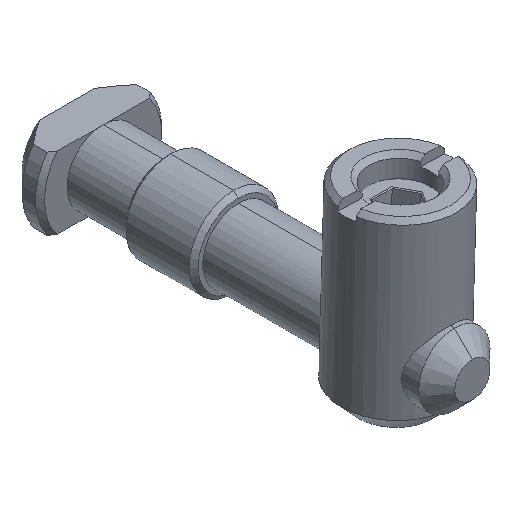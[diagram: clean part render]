
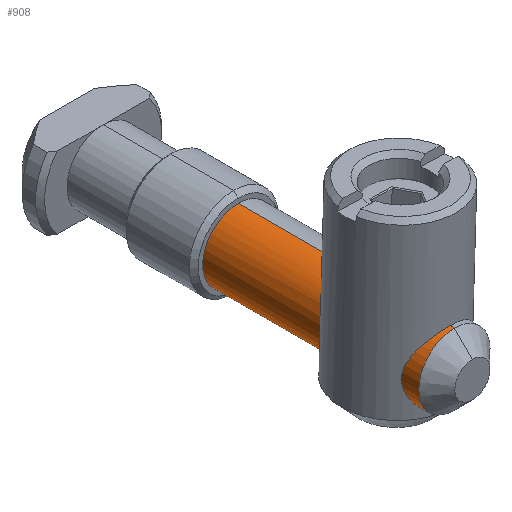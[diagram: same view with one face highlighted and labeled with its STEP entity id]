
A CAD part, isometric view. The second image highlights one B-rep face of the part: STEP entity #908.
In plain terms, the highlighted cylindrical face has radius 3.95 mm (diameter 7.9 mm), a partial arc.
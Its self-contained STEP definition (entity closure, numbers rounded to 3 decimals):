
#1 = CARTESIAN_POINT ( 'NONE',  ( -9.596, 8.131, 17.94 ) ) ;
#31 = CARTESIAN_POINT ( 'NONE',  ( -11.587, 5.583, 16.741 ) ) ;
#35 = CIRCLE ( 'NONE', #118, 3.95 ) ;
#74 = CARTESIAN_POINT ( 'NONE',  ( -10.895, -0.217, 17.353 ) ) ;
#99 = CARTESIAN_POINT ( 'NONE',  ( -11.572, 1.208, 16.753 ) ) ;
#118 = AXIS2_PLACEMENT_3D ( 'NONE', #2707, #2483, #1444 ) ;
#223 = CARTESIAN_POINT ( 'NONE',  ( -9.336, 8.232, 17.996 ) ) ;
#238 = DIRECTION ( 'NONE',  ( 0., 1., 0. ) ) ;
#264 = CARTESIAN_POINT ( 'NONE',  ( -8.639, 18.59, 10.156 ) ) ;
#266 = CIRCLE ( 'NONE', #537, 3.95 ) ;
#270 = ORIENTED_EDGE ( 'NONE', *, *, #1973, .T. ) ;
#300 = DIRECTION ( 'NONE',  ( 0., 0., 1. ) ) ;
#301 = CARTESIAN_POINT ( 'NONE',  ( -11.871, 2.821, 16.376 ) ) ;
#305 = ORIENTED_EDGE ( 'NONE', *, *, #323, .T. ) ;
#315 = CARTESIAN_POINT ( 'NONE',  ( -9.954, -1.152, 17.832 ) ) ;
#323 = EDGE_CURVE ( 'NONE', #1018, #2104, #1916, .T. ) ;
#416 = ORIENTED_EDGE ( 'NONE', *, *, #569, .T. ) ;
#423 = CARTESIAN_POINT ( 'NONE',  ( -8.639, -5.41, 18.056 ) ) ;
#455 = CARTESIAN_POINT ( 'NONE',  ( -11.038, 6.774, 17.247 ) ) ;
#467 = CARTESIAN_POINT ( 'NONE',  ( -10.569, 7.409, 17.557 ) ) ;
#473 = VERTEX_POINT ( 'NONE', #1701 ) ;
#523 = EDGE_CURVE ( 'NONE', #917, #1202, #266, .T. ) ;
#537 = AXIS2_PLACEMENT_3D ( 'NONE', #924, #2598, #300 ) ;
#562 = VECTOR ( 'NONE', #2586, 1000. ) ;
#569 = EDGE_CURVE ( 'NONE', #1202, #1101, #2693, .T. ) ;
#582 = VECTOR ( 'NONE', #1649, 1000. ) ;
#660 = CARTESIAN_POINT ( 'NONE',  ( -11.871, 3.955, 16.376 ) ) ;
#704 = CARTESIAN_POINT ( 'NONE',  ( -8.923, -1.546, 18.048 ) ) ;
#730 = CARTESIAN_POINT ( 'NONE',  ( -9.595, -1.351, 17.94 ) ) ;
#791 = DIRECTION ( 'NONE',  ( 0., 1., 0. ) ) ;
#797 = ORIENTED_EDGE ( 'NONE', *, *, #2279, .T. ) ;
#809 = CARTESIAN_POINT ( 'NONE',  ( -8.639, 37.59, 18.056 ) ) ;
#898 = LINE ( 'NONE', #1746, #562 ) ;
#906 = CARTESIAN_POINT ( 'NONE',  ( -9.721, 8.069, 17.906 ) ) ;
#908 = ADVANCED_FACE ( 'NONE', ( #2375 ), #1327, .T. ) ;
#917 = VERTEX_POINT ( 'NONE', #1115 ) ;
#921 = CARTESIAN_POINT ( 'NONE',  ( -8.639, 37.59, 14.106 ) ) ;
#924 = CARTESIAN_POINT ( 'NONE',  ( -8.639, -5.41, 14.106 ) ) ;
#953 = CARTESIAN_POINT ( 'NONE',  ( -11.811, 2.269, 16.459 ) ) ;
#973 = VECTOR ( 'NONE', #791, 1000. ) ;
#1018 = VERTEX_POINT ( 'NONE', #2272 ) ;
#1037 = CARTESIAN_POINT ( 'NONE',  ( -8.639, -1.56, 18.056 ) ) ;
#1101 = VERTEX_POINT ( 'NONE', #1037 ) ;
#1105 = CARTESIAN_POINT ( 'NONE',  ( -9.198, -1.492, 18.018 ) ) ;
#1115 = CARTESIAN_POINT ( 'NONE',  ( -8.639, -5.41, 10.156 ) ) ;
#1134 = CARTESIAN_POINT ( 'NONE',  ( -10.567, -0.631, 17.558 ) ) ;
#1160 = CARTESIAN_POINT ( 'NONE',  ( -11.286, 0.467, 17.042 ) ) ;
#1202 = VERTEX_POINT ( 'NONE', #423 ) ;
#1245 = EDGE_LOOP ( 'NONE', ( #2147, #1535, #416, #2222, #270, #305, #797 ) ) ;
#1267 = CARTESIAN_POINT ( 'NONE',  ( -10.382, 7.602, 17.657 ) ) ;
#1296 = CARTESIAN_POINT ( 'NONE',  ( -11.812, 4.508, 16.459 ) ) ;
#1305 = VERTEX_POINT ( 'NONE', #264 ) ;
#1314 = CARTESIAN_POINT ( 'NONE',  ( -11.767, 4.782, 16.519 ) ) ;
#1327 = CYLINDRICAL_SURFACE ( 'NONE', #1965, 3.95 ) ;
#1329 = CARTESIAN_POINT ( 'NONE',  ( -8.639, 8.34, 18.056 ) ) ;
#1359 = CARTESIAN_POINT ( 'NONE',  ( -11.038, 0.006, 17.247 ) ) ;
#1432 = B_SPLINE_CURVE_WITH_KNOTS ( 'NONE', 3,
 ( #2551, #2568, #660, #1296, #1314, #31, #1506, #455, #2172, #467, #1267, #2361, #1742, #906, #1, #223, #2594, #1522, #2110, #1329 ),
 .UNSPECIFIED., .F., .F.,
 ( 4, 2, 2, 2, 2, 2, 2, 2, 2, 4 ),
 ( 0.007, 0.008, 0.008, 0.01, 0.011, 0.012, 0.012, 0.013, 0.013, 0.014 ),
 .UNSPECIFIED. ) ;
#1444 = DIRECTION ( 'NONE',  ( 0., 0., 1. ) ) ;
#1501 = CARTESIAN_POINT ( 'NONE',  ( -8.639, 18.59, 18.056 ) ) ;
#1506 = CARTESIAN_POINT ( 'NONE',  ( -11.412, 6.078, 16.937 ) ) ;
#1522 = CARTESIAN_POINT ( 'NONE',  ( -8.925, 8.326, 18.048 ) ) ;
#1535 = ORIENTED_EDGE ( 'NONE', *, *, #523, .T. ) ;
#1575 = CARTESIAN_POINT ( 'NONE',  ( -11.391, 0.708, 16.941 ) ) ;
#1649 = DIRECTION ( 'NONE',  ( 0., 1., 0. ) ) ;
#1701 = CARTESIAN_POINT ( 'NONE',  ( -11.886, 3.39, 16.353 ) ) ;
#1742 = CARTESIAN_POINT ( 'NONE',  ( -9.956, 7.931, 17.831 ) ) ;
#1746 = CARTESIAN_POINT ( 'NONE',  ( -8.639, 37.59, 10.156 ) ) ;
#1771 = DIRECTION ( 'NONE',  ( 0., 0., 1. ) ) ;
#1776 = CARTESIAN_POINT ( 'NONE',  ( -9.718, -1.29, 17.907 ) ) ;
#1807 = CARTESIAN_POINT ( 'NONE',  ( -11.886, 3.39, 16.353 ) ) ;
#1816 = CARTESIAN_POINT ( 'NONE',  ( -8.639, 37.59, 18.056 ) ) ;
#1916 = LINE ( 'NONE', #809, #582 ) ;
#1960 = CARTESIAN_POINT ( 'NONE',  ( -11.648, 1.47, 16.666 ) ) ;
#1965 = AXIS2_PLACEMENT_3D ( 'NONE', #921, #238, #1771 ) ;
#1973 = EDGE_CURVE ( 'NONE', #473, #1018, #1432, .T. ) ;
#1979 = CARTESIAN_POINT ( 'NONE',  ( -8.639, -1.56, 18.056 ) ) ;
#2017 = CARTESIAN_POINT ( 'NONE',  ( -10.383, -0.821, 17.657 ) ) ;
#2104 = VERTEX_POINT ( 'NONE', #1501 ) ;
#2110 = CARTESIAN_POINT ( 'NONE',  ( -8.782, 8.34, 18.056 ) ) ;
#2147 = ORIENTED_EDGE ( 'NONE', *, *, #2234, .F. ) ;
#2159 = EDGE_CURVE ( 'NONE', #1101, #473, #2170, .T. ) ;
#2170 = B_SPLINE_CURVE_WITH_KNOTS ( 'NONE', 3,
 ( #1979, #2431, #704, #1105, #2627, #730, #1776, #315, #2408, #2017, #1134, #74, #1359, #1160, #1575, #99, #1960, #2180, #953, #301, #2420, #1807 ),
 .UNSPECIFIED., .F., .F.,
 ( 4, 2, 2, 2, 2, 2, 2, 2, 2, 2, 4 ),
 ( 0., 0., 0.001, 0.001, 0.002, 0.003, 0.003, 0.004, 0.005, 0.006, 0.007 ),
 .UNSPECIFIED. ) ;
#2172 = CARTESIAN_POINT ( 'NONE',  ( -10.895, 6.997, 17.353 ) ) ;
#2180 = CARTESIAN_POINT ( 'NONE',  ( -11.767, 1.999, 16.519 ) ) ;
#2222 = ORIENTED_EDGE ( 'NONE', *, *, #2159, .T. ) ;
#2234 = EDGE_CURVE ( 'NONE', #917, #1305, #898, .T. ) ;
#2272 = CARTESIAN_POINT ( 'NONE',  ( -8.639, 8.34, 18.056 ) ) ;
#2279 = EDGE_CURVE ( 'NONE', #2104, #1305, #35, .T. ) ;
#2361 = CARTESIAN_POINT ( 'NONE',  ( -10.067, 7.853, 17.79 ) ) ;
#2375 = FACE_OUTER_BOUND ( 'NONE', #1245, .T. ) ;
#2408 = CARTESIAN_POINT ( 'NONE',  ( -10.067, -1.073, 17.79 ) ) ;
#2420 = CARTESIAN_POINT ( 'NONE',  ( -11.886, 3.105, 16.353 ) ) ;
#2431 = CARTESIAN_POINT ( 'NONE',  ( -8.782, -1.56, 18.056 ) ) ;
#2483 = DIRECTION ( 'NONE',  ( 0., -1., 0. ) ) ;
#2551 = CARTESIAN_POINT ( 'NONE',  ( -11.886, 3.39, 16.353 ) ) ;
#2568 = CARTESIAN_POINT ( 'NONE',  ( -11.886, 3.675, 16.353 ) ) ;
#2586 = DIRECTION ( 'NONE',  ( 0., 1., 0. ) ) ;
#2594 = CARTESIAN_POINT ( 'NONE',  ( -9.203, 8.272, 18.018 ) ) ;
#2598 = DIRECTION ( 'NONE',  ( 0., 1., 0. ) ) ;
#2627 = CARTESIAN_POINT ( 'NONE',  ( -9.334, -1.453, 17.996 ) ) ;
#2693 = LINE ( 'NONE', #1816, #973 ) ;
#2707 = CARTESIAN_POINT ( 'NONE',  ( -8.639, 18.59, 14.106 ) ) ;
